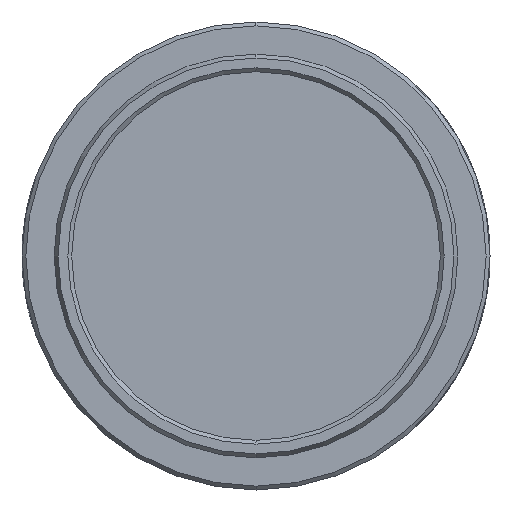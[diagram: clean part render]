
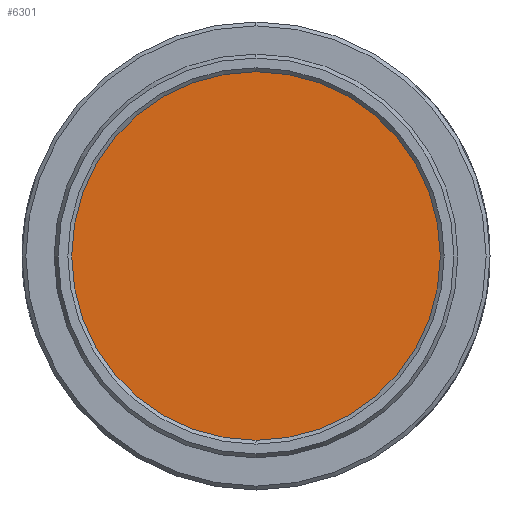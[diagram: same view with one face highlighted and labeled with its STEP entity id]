
A CAD part, left-side view. The second image highlights one B-rep face of the part: STEP entity #6301.
In plain terms, the highlighted planar face has unit normal (-1, 0, 0).
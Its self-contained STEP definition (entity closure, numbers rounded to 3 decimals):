
#6 = FACE_OUTER_BOUND ( 'NONE', #13597, .T. ) ;
#345 = DIRECTION ( 'NONE',  ( 1., 0., 0. ) ) ;
#998 = AXIS2_PLACEMENT_3D ( 'NONE', #4641, #345, #7975 ) ;
#3949 = ORIENTED_EDGE ( 'NONE', *, *, #8665, .F. ) ;
#4166 = PLANE ( 'NONE',  #12789 ) ;
#4641 = CARTESIAN_POINT ( 'NONE',  ( 24.873, 0., -11.217 ) ) ;
#5020 = CARTESIAN_POINT ( 'NONE',  ( 24.873, 0., -23.917 ) ) ;
#5325 = DIRECTION ( 'NONE',  ( 0., 0., -1. ) ) ;
#5457 = ORIENTED_EDGE ( 'NONE', *, *, #13057, .F. ) ;
#5624 = VERTEX_POINT ( 'NONE', #5731 ) ;
#5729 = VERTEX_POINT ( 'NONE', #5020 ) ;
#5731 = CARTESIAN_POINT ( 'NONE',  ( 24.873, 0., 1.483 ) ) ;
#6301 = ADVANCED_FACE ( 'NONE', ( #6 ), #4166, .F. ) ;
#6305 = CIRCLE ( 'NONE', #8791, 12.7 ) ;
#7975 = DIRECTION ( 'NONE',  ( 0., 0., -1. ) ) ;
#8665 = EDGE_CURVE ( 'NONE', #5624, #5729, #6305, .T. ) ;
#8791 = AXIS2_PLACEMENT_3D ( 'NONE', #13208, #12126, #11180 ) ;
#9683 = CIRCLE ( 'NONE', #998, 12.7 ) ;
#11180 = DIRECTION ( 'NONE',  ( 0., 0., -1. ) ) ;
#11820 = DIRECTION ( 'NONE',  ( 1., 0., 0. ) ) ;
#12126 = DIRECTION ( 'NONE',  ( 1., 0., 0. ) ) ;
#12789 = AXIS2_PLACEMENT_3D ( 'NONE', #12817, #11820, #5325 ) ;
#12817 = CARTESIAN_POINT ( 'NONE',  ( 24.873, 0., -11.217 ) ) ;
#13057 = EDGE_CURVE ( 'NONE', #5729, #5624, #9683, .T. ) ;
#13208 = CARTESIAN_POINT ( 'NONE',  ( 24.873, 0., -11.217 ) ) ;
#13597 = EDGE_LOOP ( 'NONE', ( #5457, #3949 ) ) ;
